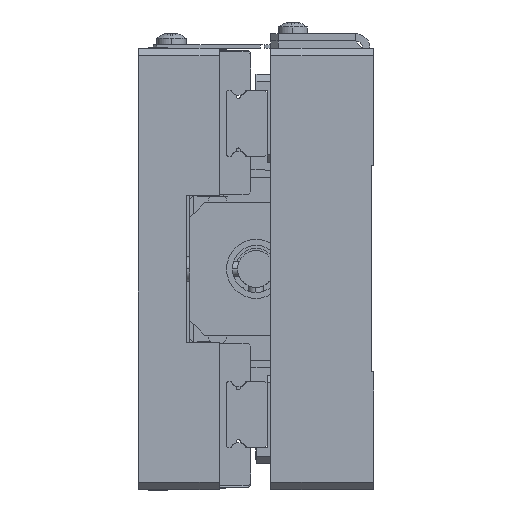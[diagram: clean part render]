
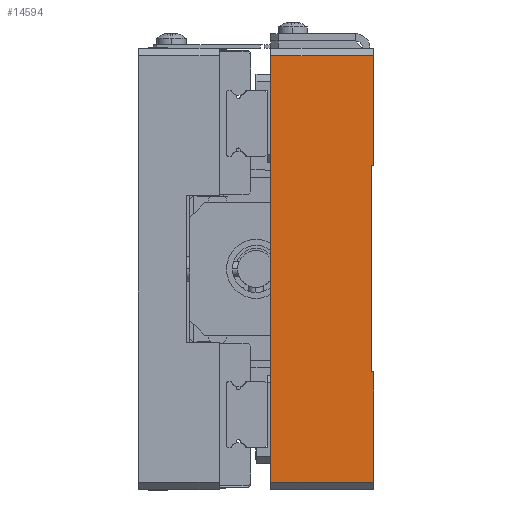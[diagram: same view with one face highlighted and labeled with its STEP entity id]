
A CAD part, left-side view. The second image highlights one B-rep face of the part: STEP entity #14594.
In plain terms, the highlighted planar face has unit normal (-1, 0, 0).
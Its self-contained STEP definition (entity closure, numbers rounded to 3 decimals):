
#1110 = VECTOR ( 'NONE', #26186, 1000. ) ;
#1644 = CARTESIAN_POINT ( 'NONE',  ( -57.5, 0., 30. ) ) ;
#1993 = CARTESIAN_POINT ( 'NONE',  ( -57.5, 0., -14. ) ) ;
#2164 = VECTOR ( 'NONE', #4242, 1000. ) ;
#2691 = LINE ( 'NONE', #10212, #1110 ) ;
#3162 = DIRECTION ( 'NONE',  ( 1., 0., 0. ) ) ;
#3323 = DIRECTION ( 'NONE',  ( 0., 1., 0. ) ) ;
#3384 = ORIENTED_EDGE ( 'NONE', *, *, #32456, .T. ) ;
#3523 = CARTESIAN_POINT ( 'NONE',  ( -57.5, 14.5, -14. ) ) ;
#3850 = EDGE_CURVE ( 'NONE', #29766, #14069, #27482, .T. ) ;
#4242 = DIRECTION ( 'NONE',  ( 0., 0., 1. ) ) ;
#4819 = VECTOR ( 'NONE', #41658, 1000. ) ;
#5081 = EDGE_LOOP ( 'NONE', ( #21174, #3384, #31814, #38972, #23122, #30432, #30429, #24433 ) ) ;
#5960 = CARTESIAN_POINT ( 'NONE',  ( -57.5, 14.5, 14. ) ) ;
#7275 = LINE ( 'NONE', #34002, #2164 ) ;
#8532 = VECTOR ( 'NONE', #9377, 1000. ) ;
#9377 = DIRECTION ( 'NONE',  ( 0., -1., 0. ) ) ;
#9430 = VERTEX_POINT ( 'NONE', #42097 ) ;
#10212 = CARTESIAN_POINT ( 'NONE',  ( -57.5, 14.5, -29. ) ) ;
#12343 = EDGE_CURVE ( 'NONE', #27556, #9430, #36702, .T. ) ;
#12360 = CARTESIAN_POINT ( 'NONE',  ( -57.5, 14., -29. ) ) ;
#13696 = CARTESIAN_POINT ( 'NONE',  ( -57.5, 0., 14. ) ) ;
#14069 = VERTEX_POINT ( 'NONE', #26485 ) ;
#14574 = AXIS2_PLACEMENT_3D ( 'NONE', #42410, #3162, #22426 ) ;
#14594 = ADVANCED_FACE ( 'NONE', ( #40095 ), #22842, .F. ) ;
#15374 = CARTESIAN_POINT ( 'NONE',  ( -57.5, 0., -29. ) ) ;
#15448 = VERTEX_POINT ( 'NONE', #13696 ) ;
#16019 = CARTESIAN_POINT ( 'NONE',  ( -57.5, 0., 30. ) ) ;
#16179 = VECTOR ( 'NONE', #3323, 1000. ) ;
#16614 = CARTESIAN_POINT ( 'NONE',  ( -57.5, 0.3, 14. ) ) ;
#16917 = CARTESIAN_POINT ( 'NONE',  ( -57.5, 0.3, 30. ) ) ;
#17541 = EDGE_CURVE ( 'NONE', #27556, #15448, #26044, .T. ) ;
#17709 = LINE ( 'NONE', #1644, #20812 ) ;
#20028 = EDGE_CURVE ( 'NONE', #38836, #14069, #7275, .T. ) ;
#20812 = VECTOR ( 'NONE', #24605, 1000. ) ;
#21174 = ORIENTED_EDGE ( 'NONE', *, *, #20028, .F. ) ;
#21802 = EDGE_CURVE ( 'NONE', #38752, #9430, #31214, .T. ) ;
#22426 = DIRECTION ( 'NONE',  ( 0., 0., -1. ) ) ;
#22842 = PLANE ( 'NONE',  #14574 ) ;
#23122 = ORIENTED_EDGE ( 'NONE', *, *, #12343, .F. ) ;
#24398 = CARTESIAN_POINT ( 'NONE',  ( -57.5, 0., 29. ) ) ;
#24433 = ORIENTED_EDGE ( 'NONE', *, *, #3850, .T. ) ;
#24605 = DIRECTION ( 'NONE',  ( 0., 0., 1. ) ) ;
#25604 = VECTOR ( 'NONE', #26231, 1000. ) ;
#26044 = LINE ( 'NONE', #5960, #8532 ) ;
#26186 = DIRECTION ( 'NONE',  ( 0., -1., 0. ) ) ;
#26231 = DIRECTION ( 'NONE',  ( 0., 0., 1. ) ) ;
#26450 = CARTESIAN_POINT ( 'NONE',  ( -57.5, 14.5, 29. ) ) ;
#26485 = CARTESIAN_POINT ( 'NONE',  ( -57.5, 14., 29. ) ) ;
#26572 = VECTOR ( 'NONE', #42639, 1000. ) ;
#27482 = LINE ( 'NONE', #26450, #16179 ) ;
#27556 = VERTEX_POINT ( 'NONE', #16614 ) ;
#29059 = EDGE_CURVE ( 'NONE', #15448, #29766, #38971, .T. ) ;
#29766 = VERTEX_POINT ( 'NONE', #24398 ) ;
#30429 = ORIENTED_EDGE ( 'NONE', *, *, #29059, .T. ) ;
#30432 = ORIENTED_EDGE ( 'NONE', *, *, #17541, .T. ) ;
#31214 = LINE ( 'NONE', #3523, #26572 ) ;
#31706 = VERTEX_POINT ( 'NONE', #15374 ) ;
#31814 = ORIENTED_EDGE ( 'NONE', *, *, #39893, .T. ) ;
#32456 = EDGE_CURVE ( 'NONE', #38836, #31706, #2691, .T. ) ;
#34002 = CARTESIAN_POINT ( 'NONE',  ( -57.5, 14., 30. ) ) ;
#36702 = LINE ( 'NONE', #16917, #4819 ) ;
#38752 = VERTEX_POINT ( 'NONE', #1993 ) ;
#38836 = VERTEX_POINT ( 'NONE', #12360 ) ;
#38971 = LINE ( 'NONE', #16019, #25604 ) ;
#38972 = ORIENTED_EDGE ( 'NONE', *, *, #21802, .T. ) ;
#39893 = EDGE_CURVE ( 'NONE', #31706, #38752, #17709, .T. ) ;
#40095 = FACE_OUTER_BOUND ( 'NONE', #5081, .T. ) ;
#41658 = DIRECTION ( 'NONE',  ( 0., 0., -1. ) ) ;
#42097 = CARTESIAN_POINT ( 'NONE',  ( -57.5, 0.3, -14. ) ) ;
#42410 = CARTESIAN_POINT ( 'NONE',  ( -57.5, 14.5, 30. ) ) ;
#42639 = DIRECTION ( 'NONE',  ( 0., 1., 0. ) ) ;
